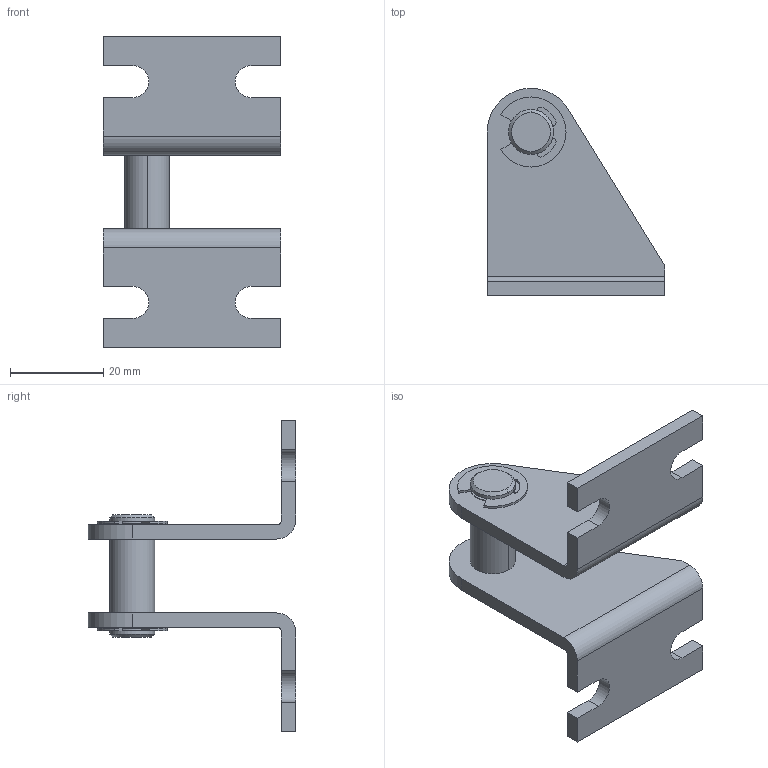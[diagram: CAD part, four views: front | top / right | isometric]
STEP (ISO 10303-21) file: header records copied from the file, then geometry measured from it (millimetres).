
FILE_DESCRIPTION (( 'STEP AP203' ), '1' );
FILE_NAME ('6498K73.step', '2015-04-09T15:23:28', ( '' ), ( '' ), 'SwSTEP 2.0', 'SolidWorks 2010', '' );
FILE_SCHEMA (( 'CONFIG_CONTROL_DESIGN' ));
Length unit declared in the file: inch
Products named in the file (1): 6498K73
Bounding box: 38.1 x 44.45 x 66.67 mm (x, y, z)
Volume: 13166.3 mm3; surface area: 9810.1 mm2
Topology: 1 solids, 1 shells, 105 faces, 293 edges, 186 vertices
Faces by surface type: plane 58, cylinder 43, cone 4
Entity records: 3472 total; most frequent: DIRECTION 619, ORIENTED_EDGE 586, CARTESIAN_POINT 585, EDGE_CURVE 293, AXIS2_PLACEMENT_3D 220, VERTEX_POINT 186, VECTOR 179, LINE 179
